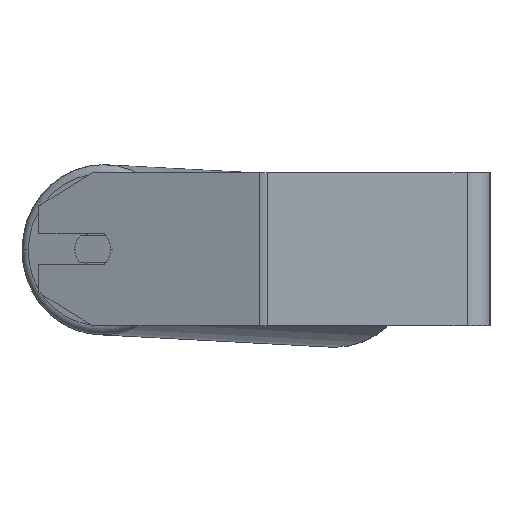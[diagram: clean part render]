
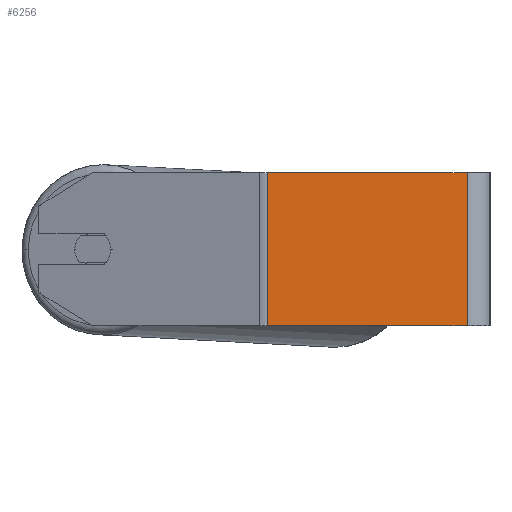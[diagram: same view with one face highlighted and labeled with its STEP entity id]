
A CAD part, left-side view. The second image highlights one B-rep face of the part: STEP entity #6256.
In plain terms, the highlighted planar face has unit normal (-1, 0, 0).
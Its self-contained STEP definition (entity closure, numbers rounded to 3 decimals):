
#61 = CARTESIAN_POINT ( 'NONE',  ( -405., 118.383, 40. ) ) ;
#92 = EDGE_CURVE ( 'NONE', #6250, #1647, #4330, .T. ) ;
#151 = ORIENTED_EDGE ( 'NONE', *, *, #92, .F. ) ;
#198 = EDGE_LOOP ( 'NONE', ( #1016, #151, #6957, #1975 ) ) ;
#454 = EDGE_CURVE ( 'NONE', #2591, #1778, #5299, .T. ) ;
#658 = DIRECTION ( 'NONE',  ( 0., -1., 0. ) ) ;
#705 = EDGE_CURVE ( 'NONE', #1778, #1647, #6203, .T. ) ;
#1016 = ORIENTED_EDGE ( 'NONE', *, *, #705, .T. ) ;
#1251 = PLANE ( 'NONE',  #2761 ) ;
#1502 = DIRECTION ( 'NONE',  ( 0., 0., -1. ) ) ;
#1647 = VERTEX_POINT ( 'NONE', #6930 ) ;
#1679 = CARTESIAN_POINT ( 'NONE',  ( -405., 118.383, -40. ) ) ;
#1778 = VERTEX_POINT ( 'NONE', #4837 ) ;
#1896 = CARTESIAN_POINT ( 'NONE',  ( -405., 116.267, 40. ) ) ;
#1975 = ORIENTED_EDGE ( 'NONE', *, *, #454, .T. ) ;
#2331 = DIRECTION ( 'NONE',  ( 0., 0., -1. ) ) ;
#2467 = VECTOR ( 'NONE', #1502, 1000. ) ;
#2591 = VERTEX_POINT ( 'NONE', #6579 ) ;
#2761 = AXIS2_PLACEMENT_3D ( 'NONE', #5138, #5580, #2331 ) ;
#2832 = VECTOR ( 'NONE', #2911, 1000. ) ;
#2855 = CARTESIAN_POINT ( 'NONE',  ( -405., 12., 40. ) ) ;
#2911 = DIRECTION ( 'NONE',  ( 0., -1., 0. ) ) ;
#3424 = EDGE_CURVE ( 'NONE', #2591, #6250, #5786, .T. ) ;
#4276 = DIRECTION ( 'NONE',  ( 0., 0., -1. ) ) ;
#4330 = LINE ( 'NONE', #6591, #2467 ) ;
#4591 = VECTOR ( 'NONE', #4276, 1000. ) ;
#4837 = CARTESIAN_POINT ( 'NONE',  ( -405., 116.267, -40. ) ) ;
#4983 = VECTOR ( 'NONE', #658, 1000. ) ;
#5138 = CARTESIAN_POINT ( 'NONE',  ( -405., 118.383, 40. ) ) ;
#5299 = LINE ( 'NONE', #1896, #4591 ) ;
#5580 = DIRECTION ( 'NONE',  ( 1., 0., 0. ) ) ;
#5786 = LINE ( 'NONE', #61, #4983 ) ;
#6203 = LINE ( 'NONE', #1679, #2832 ) ;
#6250 = VERTEX_POINT ( 'NONE', #2855 ) ;
#6256 = ADVANCED_FACE ( 'NONE', ( #6291 ), #1251, .F. ) ;
#6291 = FACE_OUTER_BOUND ( 'NONE', #198, .T. ) ;
#6579 = CARTESIAN_POINT ( 'NONE',  ( -405., 116.267, 40. ) ) ;
#6591 = CARTESIAN_POINT ( 'NONE',  ( -405., 12., 40. ) ) ;
#6930 = CARTESIAN_POINT ( 'NONE',  ( -405., 12., -40. ) ) ;
#6957 = ORIENTED_EDGE ( 'NONE', *, *, #3424, .F. ) ;
